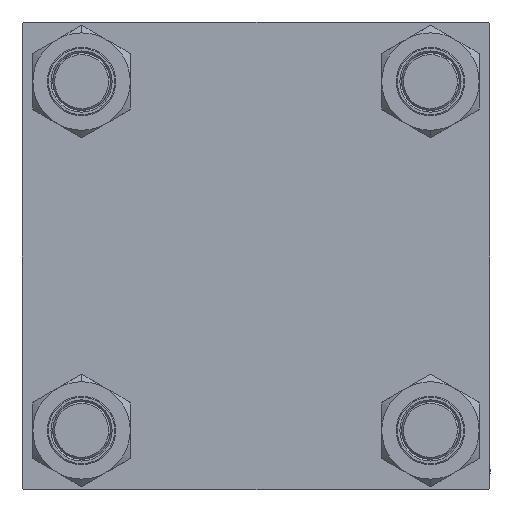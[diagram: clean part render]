
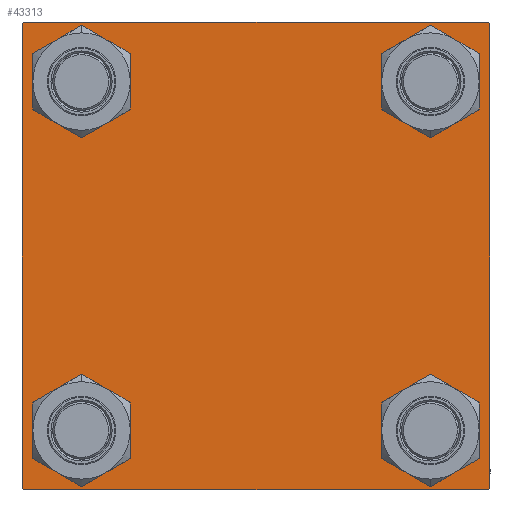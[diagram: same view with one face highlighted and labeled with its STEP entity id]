
A CAD part, left-side view. The second image highlights one B-rep face of the part: STEP entity #43313.
In plain terms, the highlighted planar face has unit normal (-1, 0, 0).
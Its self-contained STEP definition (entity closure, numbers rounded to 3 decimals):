
#114 = DIRECTION ( 'NONE',  ( -1., 0., 0. ) ) ;
#176 = CARTESIAN_POINT ( 'NONE',  ( 0., 65., 65. ) ) ;
#368 = FACE_BOUND ( 'NONE', #35427, .T. ) ;
#637 = EDGE_CURVE ( 'NONE', #26475, #22340, #1477, .T. ) ;
#871 = FACE_BOUND ( 'NONE', #38550, .T. ) ;
#1137 = DIRECTION ( 'NONE',  ( 0., 0., 1. ) ) ;
#1477 = LINE ( 'NONE', #24880, #38353 ) ;
#2761 = LINE ( 'NONE', #42105, #46754 ) ;
#3191 = ORIENTED_EDGE ( 'NONE', *, *, #49730, .T. ) ;
#3615 = AXIS2_PLACEMENT_3D ( 'NONE', #34019, #38127, #26547 ) ;
#3980 = DIRECTION ( 'NONE',  ( 0., 0., 1. ) ) ;
#4407 = AXIS2_PLACEMENT_3D ( 'NONE', #16056, #114, #28386 ) ;
#4476 = FACE_BOUND ( 'NONE', #43827, .T. ) ;
#5193 = VERTEX_POINT ( 'NONE', #12418 ) ;
#6300 = ORIENTED_EDGE ( 'NONE', *, *, #15051, .T. ) ;
#6785 = AXIS2_PLACEMENT_3D ( 'NONE', #45959, #42628, #10769 ) ;
#7131 = CIRCLE ( 'NONE', #26805, 8.5 ) ;
#7550 = ORIENTED_EDGE ( 'NONE', *, *, #637, .F. ) ;
#7649 = AXIS2_PLACEMENT_3D ( 'NONE', #15559, #31496, #3980 ) ;
#8192 = EDGE_LOOP ( 'NONE', ( #43774, #45684 ) ) ;
#8382 = DIRECTION ( 'NONE',  ( 0., 0., 1. ) ) ;
#8669 = EDGE_CURVE ( 'NONE', #14322, #22340, #12852, .T. ) ;
#9142 = VERTEX_POINT ( 'NONE', #36875 ) ;
#9238 = CIRCLE ( 'NONE', #13310, 8.5 ) ;
#9835 = LINE ( 'NONE', #48099, #36450 ) ;
#10164 = EDGE_CURVE ( 'NONE', #9142, #14322, #23734, .T. ) ;
#10690 = CIRCLE ( 'NONE', #50034, 8.5 ) ;
#10727 = VERTEX_POINT ( 'NONE', #42720 ) ;
#10769 = DIRECTION ( 'NONE',  ( 0., 0., 1. ) ) ;
#11981 = EDGE_CURVE ( 'NONE', #36066, #9142, #2761, .T. ) ;
#12260 = VECTOR ( 'NONE', #15520, 1000. ) ;
#12341 = CARTESIAN_POINT ( 'NONE',  ( 0., 65., 65. ) ) ;
#12418 = CARTESIAN_POINT ( 'NONE',  ( 0., -64.5, 65. ) ) ;
#12715 = FACE_BOUND ( 'NONE', #8192, .T. ) ;
#12852 = LINE ( 'NONE', #28522, #18779 ) ;
#13198 = CARTESIAN_POINT ( 'NONE',  ( 0., -65., -64.5 ) ) ;
#13310 = AXIS2_PLACEMENT_3D ( 'NONE', #44307, #24016, #44558 ) ;
#13763 = CARTESIAN_POINT ( 'NONE',  ( 0., 64.5, 65. ) ) ;
#14131 = ORIENTED_EDGE ( 'NONE', *, *, #43622, .F. ) ;
#14322 = VERTEX_POINT ( 'NONE', #23718 ) ;
#15022 = ORIENTED_EDGE ( 'NONE', *, *, #35253, .T. ) ;
#15050 = CARTESIAN_POINT ( 'NONE',  ( 0., 48.45, -39.95 ) ) ;
#15051 = EDGE_CURVE ( 'NONE', #20626, #37856, #10690, .T. ) ;
#15520 = DIRECTION ( 'NONE',  ( 0., -1., 0. ) ) ;
#15559 = CARTESIAN_POINT ( 'NONE',  ( 0., 48.45, -48.45 ) ) ;
#15742 = EDGE_CURVE ( 'NONE', #32509, #36999, #33683, .T. ) ;
#16056 = CARTESIAN_POINT ( 'NONE',  ( 0., 0., 0. ) ) ;
#16428 = LINE ( 'NONE', #12341, #47914 ) ;
#16680 = ORIENTED_EDGE ( 'NONE', *, *, #11981, .T. ) ;
#18216 = VERTEX_POINT ( 'NONE', #20002 ) ;
#18779 = VECTOR ( 'NONE', #48527, 1000. ) ;
#19214 = CIRCLE ( 'NONE', #3615, 8.5 ) ;
#20000 = VERTEX_POINT ( 'NONE', #39562 ) ;
#20002 = CARTESIAN_POINT ( 'NONE',  ( 0., 48.45, 56.95 ) ) ;
#20626 = VERTEX_POINT ( 'NONE', #25522 ) ;
#20893 = VECTOR ( 'NONE', #31815, 1000. ) ;
#21042 = CARTESIAN_POINT ( 'NONE',  ( 0., -48.45, -48.45 ) ) ;
#21476 = DIRECTION ( 'NONE',  ( 1., 0., 0. ) ) ;
#21697 = CARTESIAN_POINT ( 'NONE',  ( 0., -48.45, 56.95 ) ) ;
#22340 = VERTEX_POINT ( 'NONE', #13198 ) ;
#22726 = ORIENTED_EDGE ( 'NONE', *, *, #8669, .T. ) ;
#23718 = CARTESIAN_POINT ( 'NONE',  ( 0., -64.5, -65. ) ) ;
#23734 = LINE ( 'NONE', #34810, #12260 ) ;
#24016 = DIRECTION ( 'NONE',  ( 1., 0., 0. ) ) ;
#24040 = CARTESIAN_POINT ( 'NONE',  ( 0., -48.45, 48.45 ) ) ;
#24274 = FACE_OUTER_BOUND ( 'NONE', #37551, .T. ) ;
#24880 = CARTESIAN_POINT ( 'NONE',  ( 0., -65., 65. ) ) ;
#25109 = CIRCLE ( 'NONE', #27573, 8.5 ) ;
#25522 = CARTESIAN_POINT ( 'NONE',  ( 0., -48.45, 39.95 ) ) ;
#25677 = CIRCLE ( 'NONE', #6785, 8.5 ) ;
#26475 = VERTEX_POINT ( 'NONE', #29171 ) ;
#26547 = DIRECTION ( 'NONE',  ( 0., 0., 1. ) ) ;
#26805 = AXIS2_PLACEMENT_3D ( 'NONE', #29455, #21476, #34087 ) ;
#27573 = AXIS2_PLACEMENT_3D ( 'NONE', #21042, #35980, #28005 ) ;
#28005 = DIRECTION ( 'NONE',  ( 0., 0., 1. ) ) ;
#28386 = DIRECTION ( 'NONE',  ( 0., 0., 1. ) ) ;
#28522 = CARTESIAN_POINT ( 'NONE',  ( 0., -64.75, -64.75 ) ) ;
#28662 = DIRECTION ( 'NONE',  ( 1., 0., 0. ) ) ;
#29171 = CARTESIAN_POINT ( 'NONE',  ( 0., -65., 64.5 ) ) ;
#29213 = ORIENTED_EDGE ( 'NONE', *, *, #15742, .T. ) ;
#29455 = CARTESIAN_POINT ( 'NONE',  ( 0., 48.45, 48.45 ) ) ;
#29810 = ORIENTED_EDGE ( 'NONE', *, *, #44124, .T. ) ;
#29820 = CARTESIAN_POINT ( 'NONE',  ( 0., 64.75, 64.75 ) ) ;
#29987 = CIRCLE ( 'NONE', #45570, 8.5 ) ;
#30526 = EDGE_CURVE ( 'NONE', #26475, #5193, #9835, .T. ) ;
#31496 = DIRECTION ( 'NONE',  ( 1., 0., 0. ) ) ;
#31815 = DIRECTION ( 'NONE',  ( 0., 0., -1. ) ) ;
#32123 = DIRECTION ( 'NONE',  ( 0., -1., 0. ) ) ;
#32242 = PLANE ( 'NONE',  #4407 ) ;
#32509 = VERTEX_POINT ( 'NONE', #13763 ) ;
#32818 = VECTOR ( 'NONE', #49324, 1000. ) ;
#33090 = CIRCLE ( 'NONE', #7649, 8.5 ) ;
#33192 = CARTESIAN_POINT ( 'NONE',  ( 0., 48.45, -56.95 ) ) ;
#33683 = LINE ( 'NONE', #29820, #32818 ) ;
#33716 = CARTESIAN_POINT ( 'NONE',  ( 0., 65., 64.5 ) ) ;
#34019 = CARTESIAN_POINT ( 'NONE',  ( 0., -48.45, -48.45 ) ) ;
#34087 = DIRECTION ( 'NONE',  ( 0., 0., 1. ) ) ;
#34193 = VERTEX_POINT ( 'NONE', #49966 ) ;
#34306 = ORIENTED_EDGE ( 'NONE', *, *, #30526, .T. ) ;
#34810 = CARTESIAN_POINT ( 'NONE',  ( 0., 65., -65. ) ) ;
#35253 = EDGE_CURVE ( 'NONE', #50699, #47862, #9238, .T. ) ;
#35427 = EDGE_LOOP ( 'NONE', ( #42910, #6300 ) ) ;
#35980 = DIRECTION ( 'NONE',  ( 1., 0., 0. ) ) ;
#36066 = VERTEX_POINT ( 'NONE', #37242 ) ;
#36355 = EDGE_CURVE ( 'NONE', #10727, #18216, #25677, .T. ) ;
#36450 = VECTOR ( 'NONE', #44011, 1000. ) ;
#36875 = CARTESIAN_POINT ( 'NONE',  ( 0., 64.5, -65. ) ) ;
#36999 = VERTEX_POINT ( 'NONE', #33716 ) ;
#37242 = CARTESIAN_POINT ( 'NONE',  ( 0., 65., -64.5 ) ) ;
#37551 = EDGE_LOOP ( 'NONE', ( #29810, #16680, #40505, #22726, #7550, #34306, #14131, #29213 ) ) ;
#37728 = EDGE_CURVE ( 'NONE', #47862, #50699, #33090, .T. ) ;
#37856 = VERTEX_POINT ( 'NONE', #21697 ) ;
#38127 = DIRECTION ( 'NONE',  ( 1., 0., 0. ) ) ;
#38353 = VECTOR ( 'NONE', #48252, 1000. ) ;
#38550 = EDGE_LOOP ( 'NONE', ( #15022, #47554 ) ) ;
#39014 = CARTESIAN_POINT ( 'NONE',  ( 0., -48.45, 48.45 ) ) ;
#39562 = CARTESIAN_POINT ( 'NONE',  ( 0., -48.45, -39.95 ) ) ;
#40395 = EDGE_CURVE ( 'NONE', #20000, #34193, #19214, .T. ) ;
#40505 = ORIENTED_EDGE ( 'NONE', *, *, #10164, .T. ) ;
#42105 = CARTESIAN_POINT ( 'NONE',  ( 0., 64.75, -64.75 ) ) ;
#42150 = EDGE_CURVE ( 'NONE', #37856, #20626, #29987, .T. ) ;
#42628 = DIRECTION ( 'NONE',  ( 1., 0., 0. ) ) ;
#42720 = CARTESIAN_POINT ( 'NONE',  ( 0., 48.45, 39.95 ) ) ;
#42910 = ORIENTED_EDGE ( 'NONE', *, *, #42150, .T. ) ;
#43313 = ADVANCED_FACE ( 'NONE', ( #368, #12715, #871, #4476, #24274 ), #32242, .T. ) ;
#43622 = EDGE_CURVE ( 'NONE', #32509, #5193, #16428, .T. ) ;
#43774 = ORIENTED_EDGE ( 'NONE', *, *, #40395, .T. ) ;
#43827 = EDGE_LOOP ( 'NONE', ( #3191, #50686 ) ) ;
#44011 = DIRECTION ( 'NONE',  ( 0., 0.707, 0.707 ) ) ;
#44124 = EDGE_CURVE ( 'NONE', #36999, #36066, #47210, .T. ) ;
#44307 = CARTESIAN_POINT ( 'NONE',  ( 0., 48.45, -48.45 ) ) ;
#44558 = DIRECTION ( 'NONE',  ( 0., 0., 1. ) ) ;
#45570 = AXIS2_PLACEMENT_3D ( 'NONE', #39014, #48385, #8382 ) ;
#45684 = ORIENTED_EDGE ( 'NONE', *, *, #48067, .T. ) ;
#45690 = DIRECTION ( 'NONE',  ( 0., -0.707, -0.707 ) ) ;
#45959 = CARTESIAN_POINT ( 'NONE',  ( 0., 48.45, 48.45 ) ) ;
#46754 = VECTOR ( 'NONE', #45690, 1000. ) ;
#47210 = LINE ( 'NONE', #176, #20893 ) ;
#47554 = ORIENTED_EDGE ( 'NONE', *, *, #37728, .T. ) ;
#47862 = VERTEX_POINT ( 'NONE', #33192 ) ;
#47914 = VECTOR ( 'NONE', #32123, 1000. ) ;
#48067 = EDGE_CURVE ( 'NONE', #34193, #20000, #25109, .T. ) ;
#48099 = CARTESIAN_POINT ( 'NONE',  ( 0., -64.75, 64.75 ) ) ;
#48252 = DIRECTION ( 'NONE',  ( 0., 0., -1. ) ) ;
#48385 = DIRECTION ( 'NONE',  ( 1., 0., 0. ) ) ;
#48527 = DIRECTION ( 'NONE',  ( 0., -0.707, 0.707 ) ) ;
#49324 = DIRECTION ( 'NONE',  ( 0., 0.707, -0.707 ) ) ;
#49730 = EDGE_CURVE ( 'NONE', #18216, #10727, #7131, .T. ) ;
#49966 = CARTESIAN_POINT ( 'NONE',  ( 0., -48.45, -56.95 ) ) ;
#50034 = AXIS2_PLACEMENT_3D ( 'NONE', #24040, #28662, #1137 ) ;
#50686 = ORIENTED_EDGE ( 'NONE', *, *, #36355, .T. ) ;
#50699 = VERTEX_POINT ( 'NONE', #15050 ) ;
